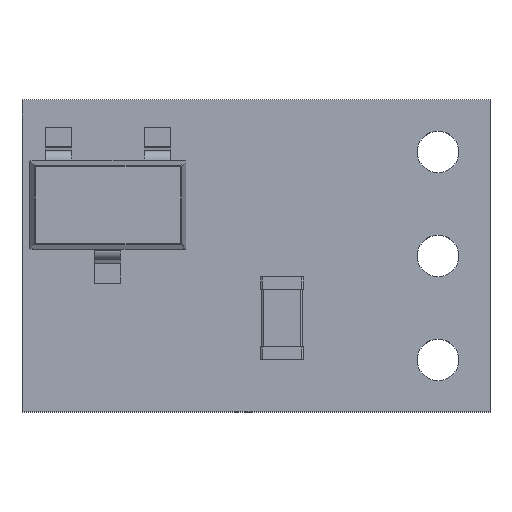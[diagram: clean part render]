
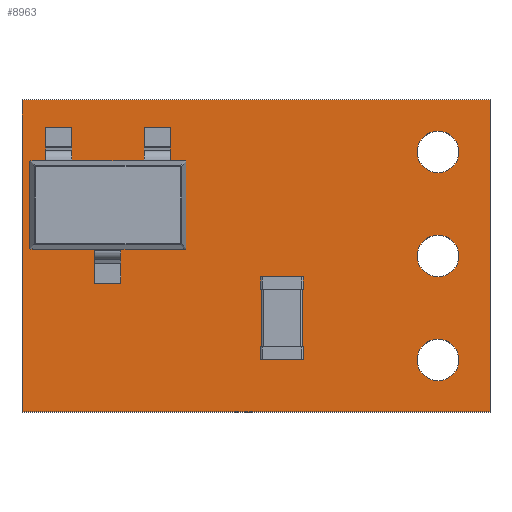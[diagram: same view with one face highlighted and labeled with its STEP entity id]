
A CAD part, top view. The second image highlights one B-rep face of the part: STEP entity #8963.
In plain terms, the highlighted planar face has unit normal (0, 0, 1).
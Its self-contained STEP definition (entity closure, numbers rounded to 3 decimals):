
#8571 = VERTEX_POINT('',#8572);
#8572 = CARTESIAN_POINT('',(9.,-3.,1.));
#8579 = PLANE('',#8580);
#8580 = AXIS2_PLACEMENT_3D('',#8581,#8582,#8583);
#8581 = CARTESIAN_POINT('',(9.,-3.,0.));
#8582 = DIRECTION('',(0.,-1.,0.));
#8583 = DIRECTION('',(-1.,0.,0.));
#8591 = PLANE('',#8592);
#8592 = AXIS2_PLACEMENT_3D('',#8593,#8594,#8595);
#8593 = CARTESIAN_POINT('',(9.,3.,0.));
#8594 = DIRECTION('',(1.,0.,0.));
#8595 = DIRECTION('',(0.,-1.,0.));
#8603 = EDGE_CURVE('',#8571,#8604,#8606,.T.);
#8604 = VERTEX_POINT('',#8605);
#8605 = CARTESIAN_POINT('',(0.,-3.,1.));
#8606 = SURFACE_CURVE('',#8607,(#8611,#8618),.PCURVE_S1.);
#8607 = LINE('',#8608,#8609);
#8608 = CARTESIAN_POINT('',(9.,-3.,1.));
#8609 = VECTOR('',#8610,1.);
#8610 = DIRECTION('',(-1.,0.,0.));
#8611 = PCURVE('',#8579,#8612);
#8612 = DEFINITIONAL_REPRESENTATION('',(#8613),#8617);
#8613 = LINE('',#8614,#8615);
#8614 = CARTESIAN_POINT('',(0.,-1.));
#8615 = VECTOR('',#8616,1.);
#8616 = DIRECTION('',(1.,0.));
#8617 = ( GEOMETRIC_REPRESENTATION_CONTEXT(2) 
PARAMETRIC_REPRESENTATION_CONTEXT() REPRESENTATION_CONTEXT('2D SPACE',''
  ) );
#8618 = PCURVE('',#8619,#8624);
#8619 = PLANE('',#8620);
#8620 = AXIS2_PLACEMENT_3D('',#8621,#8622,#8623);
#8621 = CARTESIAN_POINT('',(4.5,0.,1.));
#8622 = DIRECTION('',(0.,0.,-1.));
#8623 = DIRECTION('',(-1.,0.,0.));
#8624 = DEFINITIONAL_REPRESENTATION('',(#8625),#8629);
#8625 = LINE('',#8626,#8627);
#8626 = CARTESIAN_POINT('',(-4.5,-3.));
#8627 = VECTOR('',#8628,1.);
#8628 = DIRECTION('',(1.,0.));
#8629 = ( GEOMETRIC_REPRESENTATION_CONTEXT(2) 
PARAMETRIC_REPRESENTATION_CONTEXT() REPRESENTATION_CONTEXT('2D SPACE',''
  ) );
#8647 = PLANE('',#8648);
#8648 = AXIS2_PLACEMENT_3D('',#8649,#8650,#8651);
#8649 = CARTESIAN_POINT('',(0.,-3.,0.));
#8650 = DIRECTION('',(-1.,0.,0.));
#8651 = DIRECTION('',(0.,1.,0.));
#8691 = VERTEX_POINT('',#8692);
#8692 = CARTESIAN_POINT('',(9.,3.,1.));
#8706 = PLANE('',#8707);
#8707 = AXIS2_PLACEMENT_3D('',#8708,#8709,#8710);
#8708 = CARTESIAN_POINT('',(0.,3.,0.));
#8709 = DIRECTION('',(0.,1.,0.));
#8710 = DIRECTION('',(1.,0.,0.));
#8718 = EDGE_CURVE('',#8691,#8571,#8719,.T.);
#8719 = SURFACE_CURVE('',#8720,(#8724,#8731),.PCURVE_S1.);
#8720 = LINE('',#8721,#8722);
#8721 = CARTESIAN_POINT('',(9.,3.,1.));
#8722 = VECTOR('',#8723,1.);
#8723 = DIRECTION('',(0.,-1.,0.));
#8724 = PCURVE('',#8591,#8725);
#8725 = DEFINITIONAL_REPRESENTATION('',(#8726),#8730);
#8726 = LINE('',#8727,#8728);
#8727 = CARTESIAN_POINT('',(0.,-1.));
#8728 = VECTOR('',#8729,1.);
#8729 = DIRECTION('',(1.,0.));
#8730 = ( GEOMETRIC_REPRESENTATION_CONTEXT(2) 
PARAMETRIC_REPRESENTATION_CONTEXT() REPRESENTATION_CONTEXT('2D SPACE',''
  ) );
#8731 = PCURVE('',#8619,#8732);
#8732 = DEFINITIONAL_REPRESENTATION('',(#8733),#8737);
#8733 = LINE('',#8734,#8735);
#8734 = CARTESIAN_POINT('',(-4.5,3.));
#8735 = VECTOR('',#8736,1.);
#8736 = DIRECTION('',(0.,-1.));
#8737 = ( GEOMETRIC_REPRESENTATION_CONTEXT(2) 
PARAMETRIC_REPRESENTATION_CONTEXT() REPRESENTATION_CONTEXT('2D SPACE',''
  ) );
#8765 = EDGE_CURVE('',#8604,#8766,#8768,.T.);
#8766 = VERTEX_POINT('',#8767);
#8767 = CARTESIAN_POINT('',(0.,3.,1.));
#8768 = SURFACE_CURVE('',#8769,(#8773,#8780),.PCURVE_S1.);
#8769 = LINE('',#8770,#8771);
#8770 = CARTESIAN_POINT('',(0.,-3.,1.));
#8771 = VECTOR('',#8772,1.);
#8772 = DIRECTION('',(0.,1.,0.));
#8773 = PCURVE('',#8647,#8774);
#8774 = DEFINITIONAL_REPRESENTATION('',(#8775),#8779);
#8775 = LINE('',#8776,#8777);
#8776 = CARTESIAN_POINT('',(0.,-1.));
#8777 = VECTOR('',#8778,1.);
#8778 = DIRECTION('',(1.,0.));
#8779 = ( GEOMETRIC_REPRESENTATION_CONTEXT(2) 
PARAMETRIC_REPRESENTATION_CONTEXT() REPRESENTATION_CONTEXT('2D SPACE',''
  ) );
#8780 = PCURVE('',#8619,#8781);
#8781 = DEFINITIONAL_REPRESENTATION('',(#8782),#8786);
#8782 = LINE('',#8783,#8784);
#8783 = CARTESIAN_POINT('',(4.5,-3.));
#8784 = VECTOR('',#8785,1.);
#8785 = DIRECTION('',(0.,1.));
#8786 = ( GEOMETRIC_REPRESENTATION_CONTEXT(2) 
PARAMETRIC_REPRESENTATION_CONTEXT() REPRESENTATION_CONTEXT('2D SPACE',''
  ) );
#8882 = CYLINDRICAL_SURFACE('',#8883,0.4);
#8883 = AXIS2_PLACEMENT_3D('',#8884,#8885,#8886);
#8884 = CARTESIAN_POINT('',(8.,2.,-0.5));
#8885 = DIRECTION('',(0.,0.,1.));
#8886 = DIRECTION('',(1.,0.,0.));
#8917 = CYLINDRICAL_SURFACE('',#8918,0.4);
#8918 = AXIS2_PLACEMENT_3D('',#8919,#8920,#8921);
#8919 = CARTESIAN_POINT('',(8.,0.,-0.5));
#8920 = DIRECTION('',(0.,0.,1.));
#8921 = DIRECTION('',(1.,0.,0.));
#8952 = CYLINDRICAL_SURFACE('',#8953,0.4);
#8953 = AXIS2_PLACEMENT_3D('',#8954,#8955,#8956);
#8954 = CARTESIAN_POINT('',(8.,-2.,-0.5));
#8955 = DIRECTION('',(0.,0.,1.));
#8956 = DIRECTION('',(1.,0.,0.));
#8963 = ADVANCED_FACE('',(#8964,#8990,#9020,#9050),#8619,.F.);
#8964 = FACE_BOUND('',#8965,.F.);
#8965 = EDGE_LOOP('',(#8966,#8967,#8968,#8989));
#8966 = ORIENTED_EDGE('',*,*,#8603,.T.);
#8967 = ORIENTED_EDGE('',*,*,#8765,.T.);
#8968 = ORIENTED_EDGE('',*,*,#8969,.T.);
#8969 = EDGE_CURVE('',#8766,#8691,#8970,.T.);
#8970 = SURFACE_CURVE('',#8971,(#8975,#8982),.PCURVE_S1.);
#8971 = LINE('',#8972,#8973);
#8972 = CARTESIAN_POINT('',(0.,3.,1.));
#8973 = VECTOR('',#8974,1.);
#8974 = DIRECTION('',(1.,0.,0.));
#8975 = PCURVE('',#8619,#8976);
#8976 = DEFINITIONAL_REPRESENTATION('',(#8977),#8981);
#8977 = LINE('',#8978,#8979);
#8978 = CARTESIAN_POINT('',(4.5,3.));
#8979 = VECTOR('',#8980,1.);
#8980 = DIRECTION('',(-1.,0.));
#8981 = ( GEOMETRIC_REPRESENTATION_CONTEXT(2) 
PARAMETRIC_REPRESENTATION_CONTEXT() REPRESENTATION_CONTEXT('2D SPACE',''
  ) );
#8982 = PCURVE('',#8706,#8983);
#8983 = DEFINITIONAL_REPRESENTATION('',(#8984),#8988);
#8984 = LINE('',#8985,#8986);
#8985 = CARTESIAN_POINT('',(0.,-1.));
#8986 = VECTOR('',#8987,1.);
#8987 = DIRECTION('',(1.,0.));
#8988 = ( GEOMETRIC_REPRESENTATION_CONTEXT(2) 
PARAMETRIC_REPRESENTATION_CONTEXT() REPRESENTATION_CONTEXT('2D SPACE',''
  ) );
#8989 = ORIENTED_EDGE('',*,*,#8718,.T.);
#8990 = FACE_BOUND('',#8991,.F.);
#8991 = EDGE_LOOP('',(#8992));
#8992 = ORIENTED_EDGE('',*,*,#8993,.T.);
#8993 = EDGE_CURVE('',#8994,#8994,#8996,.T.);
#8994 = VERTEX_POINT('',#8995);
#8995 = CARTESIAN_POINT('',(8.4,-2.,1.));
#8996 = SURFACE_CURVE('',#8997,(#9002,#9013),.PCURVE_S1.);
#8997 = CIRCLE('',#8998,0.4);
#8998 = AXIS2_PLACEMENT_3D('',#8999,#9000,#9001);
#8999 = CARTESIAN_POINT('',(8.,-2.,1.));
#9000 = DIRECTION('',(0.,0.,1.));
#9001 = DIRECTION('',(1.,0.,0.));
#9002 = PCURVE('',#8619,#9003);
#9003 = DEFINITIONAL_REPRESENTATION('',(#9004),#9012);
#9004 = ( BOUNDED_CURVE() B_SPLINE_CURVE(2,(#9005,#9006,#9007,#9008,
#9009,#9010,#9011),.UNSPECIFIED.,.F.,.F.) B_SPLINE_CURVE_WITH_KNOTS((1,2
    ,2,2,2,1),(-2.094,0.,2.094,4.189,
6.283,8.378),.UNSPECIFIED.) CURVE() 
GEOMETRIC_REPRESENTATION_ITEM() RATIONAL_B_SPLINE_CURVE((1.,0.5,1.,0.5,
1.,0.5,1.)) REPRESENTATION_ITEM('') );
#9005 = CARTESIAN_POINT('',(-3.9,-2.));
#9006 = CARTESIAN_POINT('',(-3.9,-1.307));
#9007 = CARTESIAN_POINT('',(-3.3,-1.654));
#9008 = CARTESIAN_POINT('',(-2.7,-2.));
#9009 = CARTESIAN_POINT('',(-3.3,-2.346));
#9010 = CARTESIAN_POINT('',(-3.9,-2.693));
#9011 = CARTESIAN_POINT('',(-3.9,-2.));
#9012 = ( GEOMETRIC_REPRESENTATION_CONTEXT(2) 
PARAMETRIC_REPRESENTATION_CONTEXT() REPRESENTATION_CONTEXT('2D SPACE',''
  ) );
#9013 = PCURVE('',#8952,#9014);
#9014 = DEFINITIONAL_REPRESENTATION('',(#9015),#9019);
#9015 = LINE('',#9016,#9017);
#9016 = CARTESIAN_POINT('',(0.,1.5));
#9017 = VECTOR('',#9018,1.);
#9018 = DIRECTION('',(1.,0.));
#9019 = ( GEOMETRIC_REPRESENTATION_CONTEXT(2) 
PARAMETRIC_REPRESENTATION_CONTEXT() REPRESENTATION_CONTEXT('2D SPACE',''
  ) );
#9020 = FACE_BOUND('',#9021,.F.);
#9021 = EDGE_LOOP('',(#9022));
#9022 = ORIENTED_EDGE('',*,*,#9023,.T.);
#9023 = EDGE_CURVE('',#9024,#9024,#9026,.T.);
#9024 = VERTEX_POINT('',#9025);
#9025 = CARTESIAN_POINT('',(8.4,0.,1.));
#9026 = SURFACE_CURVE('',#9027,(#9032,#9043),.PCURVE_S1.);
#9027 = CIRCLE('',#9028,0.4);
#9028 = AXIS2_PLACEMENT_3D('',#9029,#9030,#9031);
#9029 = CARTESIAN_POINT('',(8.,0.,1.));
#9030 = DIRECTION('',(0.,0.,1.));
#9031 = DIRECTION('',(1.,0.,0.));
#9032 = PCURVE('',#8619,#9033);
#9033 = DEFINITIONAL_REPRESENTATION('',(#9034),#9042);
#9034 = ( BOUNDED_CURVE() B_SPLINE_CURVE(2,(#9035,#9036,#9037,#9038,
#9039,#9040,#9041),.UNSPECIFIED.,.F.,.F.) B_SPLINE_CURVE_WITH_KNOTS((1,2
    ,2,2,2,1),(-2.094,0.,2.094,4.189,
6.283,8.378),.UNSPECIFIED.) CURVE() 
GEOMETRIC_REPRESENTATION_ITEM() RATIONAL_B_SPLINE_CURVE((1.,0.5,1.,0.5,
1.,0.5,1.)) REPRESENTATION_ITEM('') );
#9035 = CARTESIAN_POINT('',(-3.9,0.));
#9036 = CARTESIAN_POINT('',(-3.9,0.693));
#9037 = CARTESIAN_POINT('',(-3.3,0.346));
#9038 = CARTESIAN_POINT('',(-2.7,0.));
#9039 = CARTESIAN_POINT('',(-3.3,-0.346));
#9040 = CARTESIAN_POINT('',(-3.9,-0.693));
#9041 = CARTESIAN_POINT('',(-3.9,0.));
#9042 = ( GEOMETRIC_REPRESENTATION_CONTEXT(2) 
PARAMETRIC_REPRESENTATION_CONTEXT() REPRESENTATION_CONTEXT('2D SPACE',''
  ) );
#9043 = PCURVE('',#8917,#9044);
#9044 = DEFINITIONAL_REPRESENTATION('',(#9045),#9049);
#9045 = LINE('',#9046,#9047);
#9046 = CARTESIAN_POINT('',(0.,1.5));
#9047 = VECTOR('',#9048,1.);
#9048 = DIRECTION('',(1.,0.));
#9049 = ( GEOMETRIC_REPRESENTATION_CONTEXT(2) 
PARAMETRIC_REPRESENTATION_CONTEXT() REPRESENTATION_CONTEXT('2D SPACE',''
  ) );
#9050 = FACE_BOUND('',#9051,.F.);
#9051 = EDGE_LOOP('',(#9052));
#9052 = ORIENTED_EDGE('',*,*,#9053,.T.);
#9053 = EDGE_CURVE('',#9054,#9054,#9056,.T.);
#9054 = VERTEX_POINT('',#9055);
#9055 = CARTESIAN_POINT('',(8.4,2.,1.));
#9056 = SURFACE_CURVE('',#9057,(#9062,#9073),.PCURVE_S1.);
#9057 = CIRCLE('',#9058,0.4);
#9058 = AXIS2_PLACEMENT_3D('',#9059,#9060,#9061);
#9059 = CARTESIAN_POINT('',(8.,2.,1.));
#9060 = DIRECTION('',(0.,0.,1.));
#9061 = DIRECTION('',(1.,0.,0.));
#9062 = PCURVE('',#8619,#9063);
#9063 = DEFINITIONAL_REPRESENTATION('',(#9064),#9072);
#9064 = ( BOUNDED_CURVE() B_SPLINE_CURVE(2,(#9065,#9066,#9067,#9068,
#9069,#9070,#9071),.UNSPECIFIED.,.F.,.F.) B_SPLINE_CURVE_WITH_KNOTS((1,2
    ,2,2,2,1),(-2.094,0.,2.094,4.189,
6.283,8.378),.UNSPECIFIED.) CURVE() 
GEOMETRIC_REPRESENTATION_ITEM() RATIONAL_B_SPLINE_CURVE((1.,0.5,1.,0.5,
1.,0.5,1.)) REPRESENTATION_ITEM('') );
#9065 = CARTESIAN_POINT('',(-3.9,2.));
#9066 = CARTESIAN_POINT('',(-3.9,2.693));
#9067 = CARTESIAN_POINT('',(-3.3,2.346));
#9068 = CARTESIAN_POINT('',(-2.7,2.));
#9069 = CARTESIAN_POINT('',(-3.3,1.654));
#9070 = CARTESIAN_POINT('',(-3.9,1.307));
#9071 = CARTESIAN_POINT('',(-3.9,2.));
#9072 = ( GEOMETRIC_REPRESENTATION_CONTEXT(2) 
PARAMETRIC_REPRESENTATION_CONTEXT() REPRESENTATION_CONTEXT('2D SPACE',''
  ) );
#9073 = PCURVE('',#8882,#9074);
#9074 = DEFINITIONAL_REPRESENTATION('',(#9075),#9079);
#9075 = LINE('',#9076,#9077);
#9076 = CARTESIAN_POINT('',(0.,1.5));
#9077 = VECTOR('',#9078,1.);
#9078 = DIRECTION('',(1.,0.));
#9079 = ( GEOMETRIC_REPRESENTATION_CONTEXT(2) 
PARAMETRIC_REPRESENTATION_CONTEXT() REPRESENTATION_CONTEXT('2D SPACE',''
  ) );
